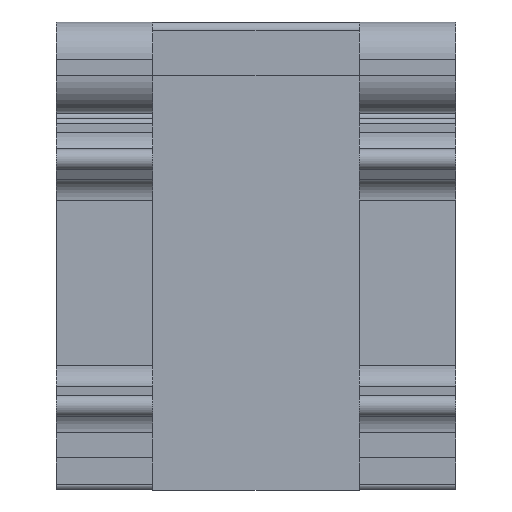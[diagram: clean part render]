
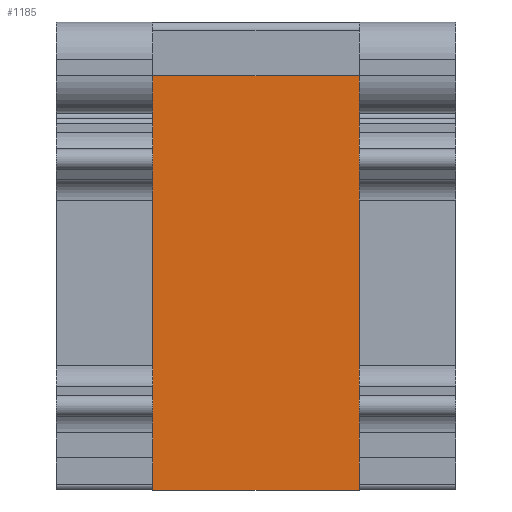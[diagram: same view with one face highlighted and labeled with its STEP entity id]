
A CAD part, front view. The second image highlights one B-rep face of the part: STEP entity #1185.
In plain terms, the highlighted planar face has unit normal (0, -1, 0).
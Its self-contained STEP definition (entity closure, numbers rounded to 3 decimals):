
#1133=AXIS2_PLACEMENT_3D('Plane Axis2P3D',#1130,#1131,#1132) ;
#243=CARTESIAN_POINT('Vertex',(28.3,15.,35.687)) ;
#246=CARTESIAN_POINT('Line Origine',(28.3,15.,17.844)) ;
#250=CARTESIAN_POINT('Vertex',(28.3,15.,0.)) ;
#1082=CARTESIAN_POINT('Line Origine',(18.65,15.,0.)) ;
#1086=CARTESIAN_POINT('Vertex',(9.,15.,0.)) ;
#1130=CARTESIAN_POINT('Axis2P3D Location',(9.,15.,0.)) ;
#1135=CARTESIAN_POINT('Line Origine',(9.,15.,35.7)) ;
#1139=CARTESIAN_POINT('Vertex',(9.,15.,35.687)) ;
#1141=CARTESIAN_POINT('Vertex',(9.,15.,35.713)) ;
#1144=CARTESIAN_POINT('Line Origine',(9.,15.,17.844)) ;
#1149=CARTESIAN_POINT('Line Origine',(28.3,15.,35.7)) ;
#1153=CARTESIAN_POINT('Vertex',(28.3,15.,35.713)) ;
#1156=CARTESIAN_POINT('Line Origine',(28.3,15.,37.206)) ;
#1160=CARTESIAN_POINT('Vertex',(28.3,15.,38.7)) ;
#1163=CARTESIAN_POINT('Line Origine',(18.65,15.,38.7)) ;
#1167=CARTESIAN_POINT('Vertex',(9.,15.,38.7)) ;
#1170=CARTESIAN_POINT('Line Origine',(9.,15.,37.206)) ;
#247=DIRECTION('Vector Direction',(0.,0.,1.)) ;
#1083=DIRECTION('Vector Direction',(1.,0.,0.)) ;
#1131=DIRECTION('Axis2P3D Direction',(0.,-1.,0.)) ;
#1132=DIRECTION('Axis2P3D XDirection',(1.,0.,0.)) ;
#1136=DIRECTION('Vector Direction',(0.,0.,1.)) ;
#1145=DIRECTION('Vector Direction',(0.,0.,1.)) ;
#1150=DIRECTION('Vector Direction',(0.,0.,1.)) ;
#1157=DIRECTION('Vector Direction',(0.,0.,1.)) ;
#1164=DIRECTION('Vector Direction',(-1.,0.,0.)) ;
#1171=DIRECTION('Vector Direction',(0.,0.,1.)) ;
#248=VECTOR('Line Direction',#247,1.) ;
#1084=VECTOR('Line Direction',#1083,1.) ;
#1137=VECTOR('Line Direction',#1136,1.) ;
#1146=VECTOR('Line Direction',#1145,1.) ;
#1151=VECTOR('Line Direction',#1150,1.) ;
#1158=VECTOR('Line Direction',#1157,1.) ;
#1165=VECTOR('Line Direction',#1164,1.) ;
#1172=VECTOR('Line Direction',#1171,1.) ;
#1176=ORIENTED_EDGE('',*,*,#1143,.F.) ;
#1177=ORIENTED_EDGE('',*,*,#1148,.F.) ;
#1178=ORIENTED_EDGE('',*,*,#1088,.T.) ;
#1179=ORIENTED_EDGE('',*,*,#252,.T.) ;
#1180=ORIENTED_EDGE('',*,*,#1155,.T.) ;
#1181=ORIENTED_EDGE('',*,*,#1162,.T.) ;
#1182=ORIENTED_EDGE('',*,*,#1169,.T.) ;
#1183=ORIENTED_EDGE('',*,*,#1174,.F.) ;
#1185=ADVANCED_FACE('Hauptkoerper',(#1184),#1134,.T.) ;
#252=EDGE_CURVE('',#251,#244,#249,.T.) ;
#1088=EDGE_CURVE('',#1087,#251,#1085,.T.) ;
#1143=EDGE_CURVE('',#1140,#1142,#1138,.T.) ;
#1148=EDGE_CURVE('',#1087,#1140,#1147,.T.) ;
#1155=EDGE_CURVE('',#244,#1154,#1152,.T.) ;
#1162=EDGE_CURVE('',#1154,#1161,#1159,.T.) ;
#1169=EDGE_CURVE('',#1161,#1168,#1166,.T.) ;
#1174=EDGE_CURVE('',#1142,#1168,#1173,.T.) ;
#1175=EDGE_LOOP('',(#1176,#1177,#1178,#1179,#1180,#1181,#1182,#1183)) ;
#1184=FACE_OUTER_BOUND('',#1175,.T.) ;
#249=LINE('Line',#246,#248) ;
#1085=LINE('Line',#1082,#1084) ;
#1138=LINE('Line',#1135,#1137) ;
#1147=LINE('Line',#1144,#1146) ;
#1152=LINE('Line',#1149,#1151) ;
#1159=LINE('Line',#1156,#1158) ;
#1166=LINE('Line',#1163,#1165) ;
#1173=LINE('Line',#1170,#1172) ;
#1134=PLANE('',#1133) ;
#244=VERTEX_POINT('',#243) ;
#251=VERTEX_POINT('',#250) ;
#1087=VERTEX_POINT('',#1086) ;
#1140=VERTEX_POINT('',#1139) ;
#1142=VERTEX_POINT('',#1141) ;
#1154=VERTEX_POINT('',#1153) ;
#1161=VERTEX_POINT('',#1160) ;
#1168=VERTEX_POINT('',#1167) ;
